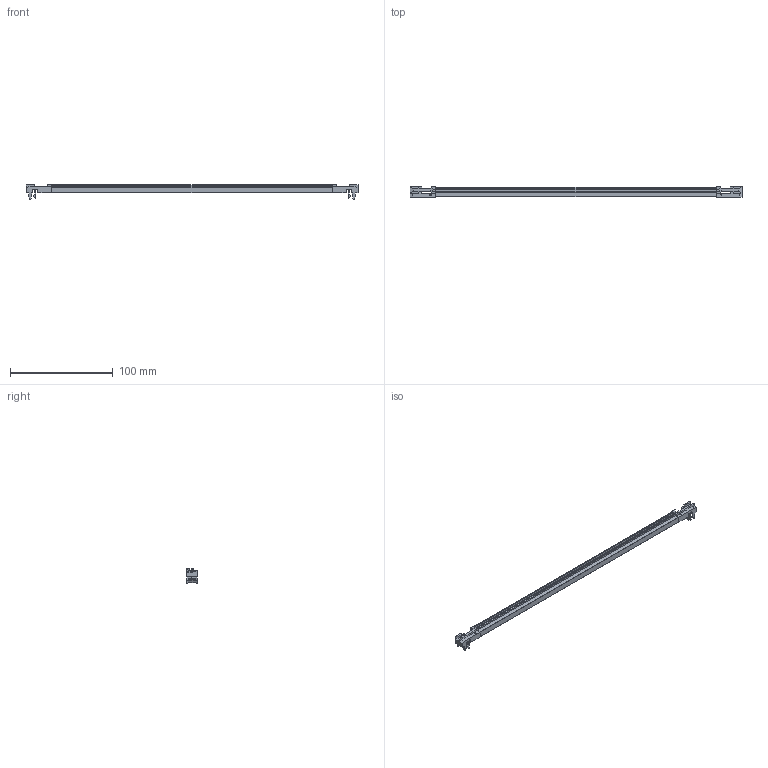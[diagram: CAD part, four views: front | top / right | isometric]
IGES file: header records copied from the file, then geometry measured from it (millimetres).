
Start section: SolidWorks IGES file using analytic representation for surfaces
Global section: file name: CPCI-V340.IGS; native system: SolidWorks 2014; preprocessor: SolidWorks 2014; author: awright; date: 140801.082518; units: inch
Bounding box: 323.8 x 9.8 x 13.9 mm (x, y, z)
Surface area: 17572.3 mm2 (no closed solid volume)
Topology: 0 solids, 0 shells, 343 faces, 2628 edges, 2628 vertices
Faces by surface type: bspline 303, revolution 40
